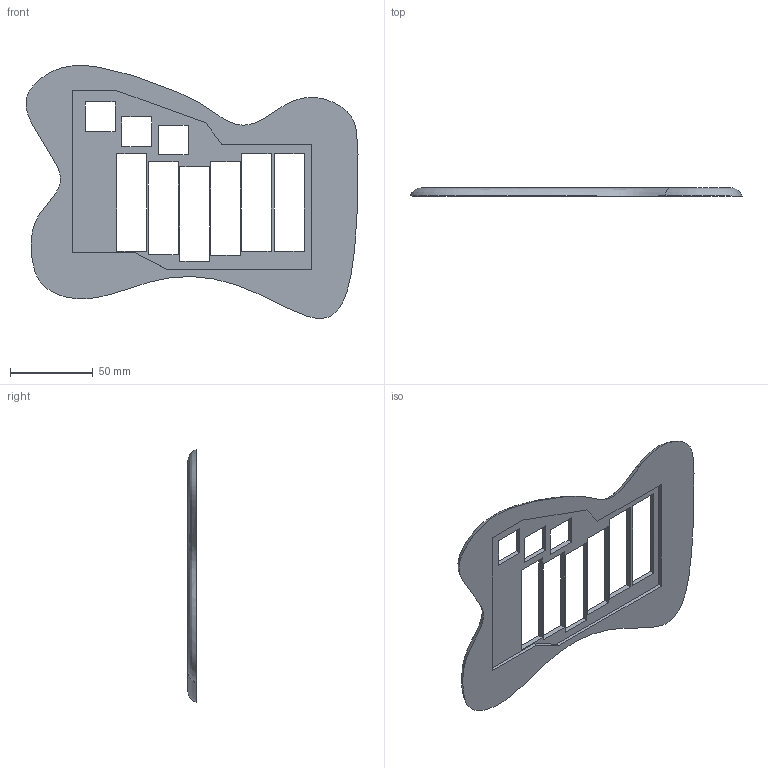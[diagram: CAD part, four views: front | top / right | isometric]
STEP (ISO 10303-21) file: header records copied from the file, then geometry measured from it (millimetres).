
FILE_DESCRIPTION(/* description */ (''),/* implementation_level */ '2;1');
FILE_NAME(/* name */ 'Right-DualForm-cover.step',/* time_stamp */ '2025-12-19T23:42:34+05:30',/* author */ (''),/* organization */ (''),/* preprocessor_version */ 'ST-DEVELOPER v20.1',/* originating_system */ 'Autodesk Translation Framework v14.21.0.0',/* authorisation */ '');
FILE_SCHEMA (('AUTOMOTIVE_DESIGN { 1 0 10303 214 3 1 1 }'));
Length unit declared in the file: millimetre
Products named in the file (2): Right-DualForm; Component3
Assembly tree (1 placements, depth 2):
  Right-DualForm
    Component3
Bounding box: 200.04 x 5 x 152.31 mm (x, y, z)
Volume: 62059.5 mm3; surface area: 38569.6 mm2
Topology: 1 solids, 1 shells, 56 faces, 171 edges, 114 vertices
Faces by surface type: plane 54, bspline 2
Entity records: 3491 total; most frequent: CARTESIAN_POINT 1878, ORIENTED_EDGE 342, DIRECTION 277, EDGE_CURVE 171, LINE 161, VECTOR 161, VERTEX_POINT 114, EDGE_LOOP 77
